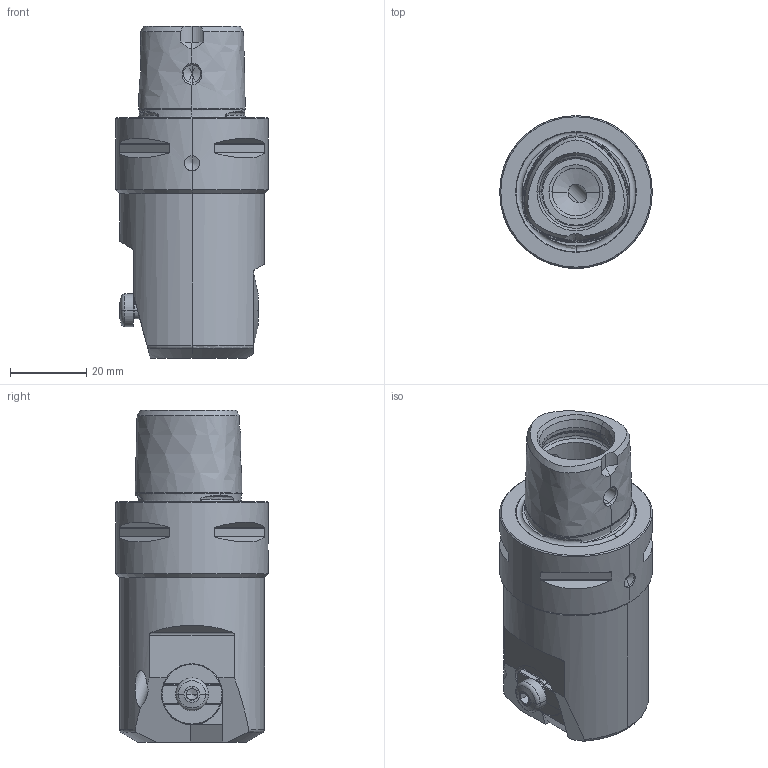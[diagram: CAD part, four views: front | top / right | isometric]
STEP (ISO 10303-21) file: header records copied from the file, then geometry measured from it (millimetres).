
FILE_DESCRIPTION(('no description'),'unknown implementation level');
FILE_NAME('DE2C5D2B-274D-4C6A-BD04-45BC012CEBFF_export.stp',' ',('CIMSOURCE GmbH'),('CADClick - KiM GmbH - www.kimweb.de'),'unknown preprocess','ACIS','unknown authorization');
FILE_SCHEMA(('automotive_design'));
Length unit declared in the file: millimetre
Products named in the file (3): 470.401 Kaiser EWN 41-54(74) X C4|310.469 Kaiser Werkzeugtr�ger EWN 41-74_Standard;NONE; 470.401 Kaiser EWN 41-54(74) X C4|690.138 Kaiser ETL M5_SW3 X 10_Standard;NONE; 470.401 Kaiser EWN 41-54(74) X C4|470.431 Kaiser Werkzeugk�rper zu EWN 41-54(74) x C4_Standard;NONE
Bounding box: 40 x 40 x 87 mm (x, y, z)
Volume: 75415.6 mm3; surface area: 17798.6 mm2
Topology: 3 solids, 3 shells, 237 faces, 552 edges, 325 vertices
Faces by surface type: plane 88, cylinder 60, cone 57, torus 20, bspline 12
Entity records: 19293 total; most frequent: CARTESIAN_POINT 7720, STYLED_ITEM 1109, PRESENTATION_STYLE_ASSIGNMENT 1109, COLOUR_RGB 1109, DIRECTION 1105, ORIENTED_EDGE 1088, EDGE_CURVE 544, CURVE_STYLE 544
